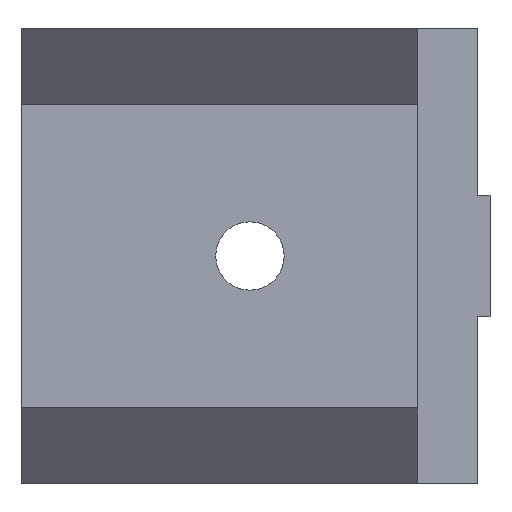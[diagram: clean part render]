
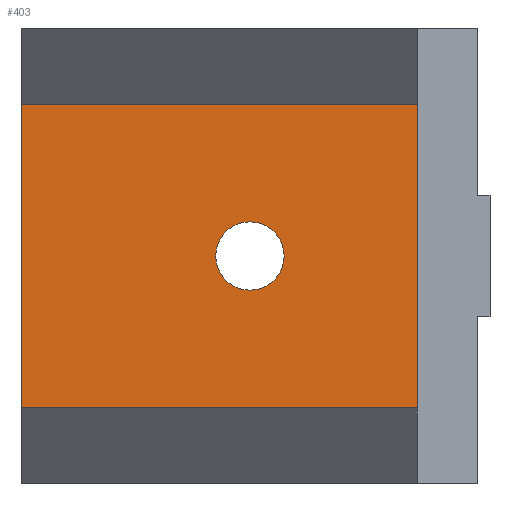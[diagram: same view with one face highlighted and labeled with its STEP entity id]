
A CAD part, front view. The second image highlights one B-rep face of the part: STEP entity #403.
In plain terms, the highlighted planar face has unit normal (0, -1, 0).
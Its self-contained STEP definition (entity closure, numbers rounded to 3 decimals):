
#25 = DIRECTION ( 'NONE',  ( 0., 1., 0. ) ) ;
#26 = VERTEX_POINT ( 'NONE', #386 ) ;
#33 = ORIENTED_EDGE ( 'NONE', *, *, #552, .T. ) ;
#34 = DIRECTION ( 'NONE',  ( 0., 0., 1. ) ) ;
#40 = VECTOR ( 'NONE', #401, 1000. ) ;
#60 = CIRCLE ( 'NONE', #500, 2.25 ) ;
#66 = AXIS2_PLACEMENT_3D ( 'NONE', #535, #25, #234 ) ;
#96 = DIRECTION ( 'NONE',  ( 0., 0., 1. ) ) ;
#97 = EDGE_CURVE ( 'NONE', #581, #264, #555, .T. ) ;
#120 = ORIENTED_EDGE ( 'NONE', *, *, #599, .T. ) ;
#132 = CARTESIAN_POINT ( 'NONE',  ( -4., -6., -10. ) ) ;
#133 = LINE ( 'NONE', #159, #40 ) ;
#159 = CARTESIAN_POINT ( 'NONE',  ( -30., -6., -10. ) ) ;
#177 = CARTESIAN_POINT ( 'NONE',  ( -30., -6., -10. ) ) ;
#197 = FACE_BOUND ( 'NONE', #517, .T. ) ;
#201 = EDGE_CURVE ( 'NONE', #498, #26, #133, .T. ) ;
#234 = DIRECTION ( 'NONE',  ( 0., 0., 1. ) ) ;
#264 = VERTEX_POINT ( 'NONE', #466 ) ;
#283 = DIRECTION ( 'NONE',  ( 0., 1., 0. ) ) ;
#306 = VECTOR ( 'NONE', #34, 1000. ) ;
#316 = VERTEX_POINT ( 'NONE', #520 ) ;
#324 = DIRECTION ( 'NONE',  ( -1., 0., 0. ) ) ;
#330 = EDGE_CURVE ( 'NONE', #264, #26, #424, .T. ) ;
#347 = DIRECTION ( 'NONE',  ( 0., 1., 0. ) ) ;
#360 = AXIS2_PLACEMENT_3D ( 'NONE', #583, #283, #483 ) ;
#381 = CARTESIAN_POINT ( 'NONE',  ( -30., -6., -10. ) ) ;
#386 = CARTESIAN_POINT ( 'NONE',  ( -30., -6., 10. ) ) ;
#393 = CARTESIAN_POINT ( 'NONE',  ( -15., -6., 0. ) ) ;
#399 = CARTESIAN_POINT ( 'NONE',  ( -15., -6., 2.25 ) ) ;
#401 = DIRECTION ( 'NONE',  ( 0., 0., 1. ) ) ;
#403 = ADVANCED_FACE ( 'NONE', ( #197, #415 ), #473, .F. ) ;
#410 = ORIENTED_EDGE ( 'NONE', *, *, #412, .F. ) ;
#412 = EDGE_CURVE ( 'NONE', #581, #498, #618, .T. ) ;
#415 = FACE_OUTER_BOUND ( 'NONE', #507, .T. ) ;
#419 = CARTESIAN_POINT ( 'NONE',  ( -30., -6., 10. ) ) ;
#422 = CIRCLE ( 'NONE', #360, 2.25 ) ;
#424 = LINE ( 'NONE', #419, #462 ) ;
#426 = ORIENTED_EDGE ( 'NONE', *, *, #97, .T. ) ;
#462 = VECTOR ( 'NONE', #620, 1000. ) ;
#466 = CARTESIAN_POINT ( 'NONE',  ( -4., -6., 10. ) ) ;
#473 = PLANE ( 'NONE',  #66 ) ;
#483 = DIRECTION ( 'NONE',  ( 0., 0., 1. ) ) ;
#498 = VERTEX_POINT ( 'NONE', #381 ) ;
#499 = ORIENTED_EDGE ( 'NONE', *, *, #330, .T. ) ;
#500 = AXIS2_PLACEMENT_3D ( 'NONE', #393, #347, #96 ) ;
#507 = EDGE_LOOP ( 'NONE', ( #499, #526, #410, #426 ) ) ;
#517 = EDGE_LOOP ( 'NONE', ( #120, #33 ) ) ;
#520 = CARTESIAN_POINT ( 'NONE',  ( -15., -6., -2.25 ) ) ;
#526 = ORIENTED_EDGE ( 'NONE', *, *, #201, .F. ) ;
#535 = CARTESIAN_POINT ( 'NONE',  ( -30., -6., -10. ) ) ;
#545 = VECTOR ( 'NONE', #324, 1000. ) ;
#552 = EDGE_CURVE ( 'NONE', #316, #635, #422, .T. ) ;
#555 = LINE ( 'NONE', #591, #306 ) ;
#581 = VERTEX_POINT ( 'NONE', #132 ) ;
#583 = CARTESIAN_POINT ( 'NONE',  ( -15., -6., 0. ) ) ;
#591 = CARTESIAN_POINT ( 'NONE',  ( -4., -6., -10. ) ) ;
#599 = EDGE_CURVE ( 'NONE', #635, #316, #60, .T. ) ;
#618 = LINE ( 'NONE', #177, #545 ) ;
#620 = DIRECTION ( 'NONE',  ( -1., 0., 0. ) ) ;
#635 = VERTEX_POINT ( 'NONE', #399 ) ;
